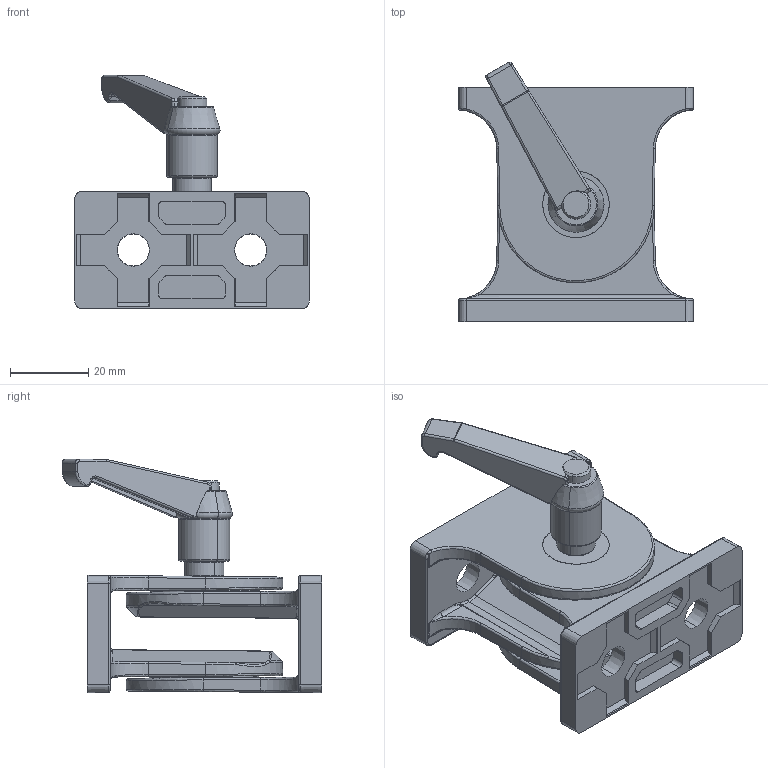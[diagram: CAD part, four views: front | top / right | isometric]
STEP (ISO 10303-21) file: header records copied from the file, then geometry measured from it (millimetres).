
FILE_DESCRIPTION (( 'STEP AP214' ), '1' );
FILE_NAME ('new products093gaf3060a.step', '2017-09-27T09:51:23', ( '' ), ( '' ), 'SwSTEP 2.0', 'SolidWorks 2017', '' );
FILE_SCHEMA (( 'AUTOMOTIVE_DESIGN' ));
Length unit declared in the file: millimetre
Products named in the file (9): 093GR39; new products093gaf3060a; 093GR40_093GR41; 093GA3060R01; 093GR40_093GR42; 041LLXXX_041LL040K91M0510M; 4din912m0510m_4din912m0535m; Countersunk head screw ISO 10642 - M5x10_ISO 10642 - M5 ; 093GAF3060ANR_093GAF3060ANR
Assembly tree (10 placements, depth 3):
  new products093gaf3060a
    093GAF3060ANR_093GAF3060ANR
      093GA3060R01  x2
      093GR40_093GR42
      093GR40_093GR41
      093GR39  x2
      4din912m0510m_4din912m0535m
      Countersunk head screw ISO 10642 - M5x10_ISO 10642 - M5 
    041LLXXX_041LL040K91M0510M
Bounding box: 60 x 66.34 x 59.66 mm (x, y, z)
Volume: 49145.9 mm3; surface area: 29969.5 mm2
Topology: 9 solids, 9 shells, 937 faces, 2248 edges, 1323 vertices
Faces by surface type: cylinder 301, plane 262, bspline 182, torus 86, cone 58, sphere 48
Entity records: 19342 total; most frequent: CARTESIAN_POINT 6300, ORIENTED_EDGE 2786, DIRECTION 2548, EDGE_CURVE 1393, AXIS2_PLACEMENT_3D 981, VERTEX_POINT 839, EDGE_LOOP 614, LINE 586
